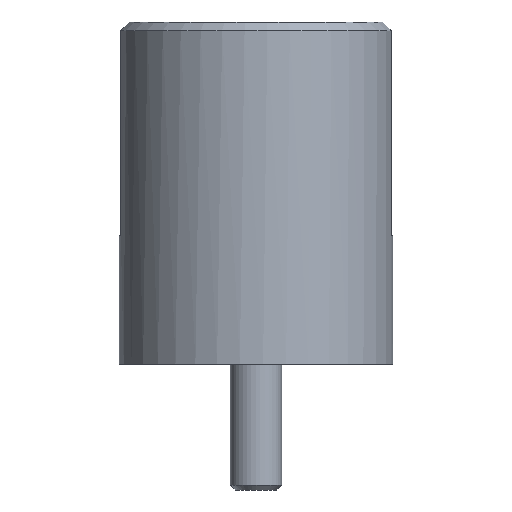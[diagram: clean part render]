
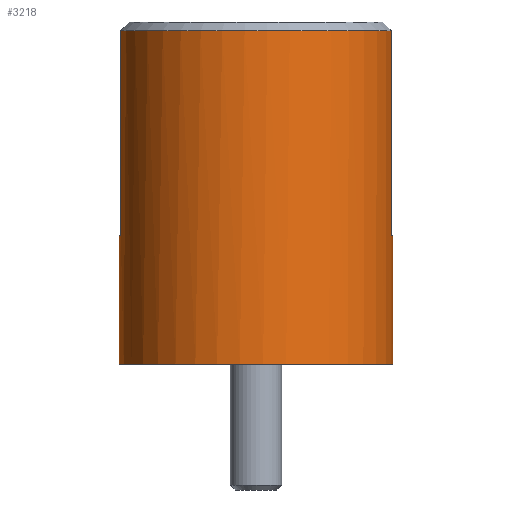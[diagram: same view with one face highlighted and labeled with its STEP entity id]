
A CAD part, front view. The second image highlights one B-rep face of the part: STEP entity #3218.
In plain terms, the highlighted cylindrical face has radius 16 mm (diameter 32 mm), a full revolution.
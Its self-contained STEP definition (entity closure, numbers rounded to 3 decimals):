
#399 = EDGE_CURVE ( 'NONE', #6218, #958, #13901, .T. ) ;
#562 = CYLINDRICAL_SURFACE ( 'NONE', #14904, 16. ) ;
#958 = VERTEX_POINT ( 'NONE', #11085 ) ;
#983 = DIRECTION ( 'NONE',  ( 0., -1., 0. ) ) ;
#1080 = DIRECTION ( 'NONE',  ( 0., 0., 1. ) ) ;
#1470 = CARTESIAN_POINT ( 'NONE',  ( 15.812, -2.445, 15.238 ) ) ;
#1995 = FACE_OUTER_BOUND ( 'NONE', #14219, .T. ) ;
#2402 = DIRECTION ( 'NONE',  ( 0., 0., -1. ) ) ;
#2450 = DIRECTION ( 'NONE',  ( 0., 0., -1. ) ) ;
#2521 = DIRECTION ( 'NONE',  ( 0., 0., 1. ) ) ;
#2622 = DIRECTION ( 'NONE',  ( 1., 0., 0. ) ) ;
#3016 = CARTESIAN_POINT ( 'NONE',  ( 15.803, -2.5, 15.367 ) ) ;
#3218 = ADVANCED_FACE ( 'NONE', ( #1995, #8447 ), #562, .T. ) ;
#3422 = CIRCLE ( 'NONE', #8534, 16. ) ;
#4336 = EDGE_CURVE ( 'NONE', #12135, #6218, #7082, .T. ) ;
#5253 = VERTEX_POINT ( 'NONE', #15604 ) ;
#5289 = ORIENTED_EDGE ( 'NONE', *, *, #5951, .F. ) ;
#5340 = CARTESIAN_POINT ( 'NONE',  ( 0., 0., 15. ) ) ;
#5712 = VERTEX_POINT ( 'NONE', #15224 ) ;
#5846 = VECTOR ( 'NONE', #2402, 1000. ) ;
#5951 = EDGE_CURVE ( 'NONE', #5712, #7639, #8738, .T. ) ;
#6008 = CARTESIAN_POINT ( 'NONE',  ( -15.803, -2.5, 15.5 ) ) ;
#6218 = VERTEX_POINT ( 'NONE', #6008 ) ;
#6496 = ORIENTED_EDGE ( 'NONE', *, *, #12081, .T. ) ;
#6509 = AXIS2_PLACEMENT_3D ( 'NONE', #7092, #2450, #16091 ) ;
#7082 = LINE ( 'NONE', #16168, #7323 ) ;
#7092 = CARTESIAN_POINT ( 'NONE',  ( 0., 0., 39. ) ) ;
#7112 = CARTESIAN_POINT ( 'NONE',  ( 15.803, -2.5, 40. ) ) ;
#7323 = VECTOR ( 'NONE', #17901, 1000. ) ;
#7639 = VERTEX_POINT ( 'NONE', #11772 ) ;
#8359 = CARTESIAN_POINT ( 'NONE',  ( -15.803, -2.5, 15.367 ) ) ;
#8447 = FACE_OUTER_BOUND ( 'NONE', #18729, .T. ) ;
#8534 = AXIS2_PLACEMENT_3D ( 'NONE', #5340, #14390, #11388 ) ;
#8600 = EDGE_CURVE ( 'NONE', #13200, #13200, #16781, .T. ) ;
#8738 = LINE ( 'NONE', #7112, #5846 ) ;
#9670 = CARTESIAN_POINT ( 'NONE',  ( -15.803, -2.5, 15.5 ) ) ;
#9739 = CARTESIAN_POINT ( 'NONE',  ( -15.84, -2.261, 15.054 ) ) ;
#10200 = CARTESIAN_POINT ( 'NONE',  ( 0., 0., 0. ) ) ;
#10493 = ORIENTED_EDGE ( 'NONE', *, *, #10624, .F. ) ;
#10624 = EDGE_CURVE ( 'NONE', #5253, #958, #3422, .T. ) ;
#10645 = CARTESIAN_POINT ( 'NONE',  ( 15.84, -2.26, 15.054 ) ) ;
#11085 = CARTESIAN_POINT ( 'NONE',  ( -15.875, -2., 15. ) ) ;
#11264 = CARTESIAN_POINT ( 'NONE',  ( -15.875, -2., 15. ) ) ;
#11388 = DIRECTION ( 'NONE',  ( 0., -1., 0. ) ) ;
#11772 = CARTESIAN_POINT ( 'NONE',  ( 15.803, -2.5, 15.5 ) ) ;
#12081 = EDGE_CURVE ( 'NONE', #5253, #7639, #12105, .T. ) ;
#12105 = B_SPLINE_CURVE_WITH_KNOTS ( 'NONE', 3,
 ( #18305, #19785, #10645, #1470, #3016, #13523 ),
 .UNSPECIFIED., .F., .F.,
 ( 4, 2, 4 ),
 ( 0., 0., 0.001 ),
 .UNSPECIFIED. ) ;
#12135 = VERTEX_POINT ( 'NONE', #19585 ) ;
#12806 = CARTESIAN_POINT ( 'NONE',  ( -15.858, -2.132, 15. ) ) ;
#12880 = CARTESIAN_POINT ( 'NONE',  ( -15.812, -2.445, 15.238 ) ) ;
#13200 = VERTEX_POINT ( 'NONE', #19586 ) ;
#13523 = CARTESIAN_POINT ( 'NONE',  ( 15.803, -2.5, 15.5 ) ) ;
#13727 = EDGE_CURVE ( 'NONE', #5712, #12135, #18114, .T. ) ;
#13901 = B_SPLINE_CURVE_WITH_KNOTS ( 'NONE', 3,
 ( #9670, #8359, #12880, #9739, #12806, #11264 ),
 .UNSPECIFIED., .F., .F.,
 ( 4, 2, 4 ),
 ( 0., 0., 0.001 ),
 .UNSPECIFIED. ) ;
#14219 = EDGE_LOOP ( 'NONE', ( #5289, #19043, #15244, #18268, #10493, #6496 ) ) ;
#14390 = DIRECTION ( 'NONE',  ( 0., 0., 1. ) ) ;
#14488 = CARTESIAN_POINT ( 'NONE',  ( 0., 0., 15. ) ) ;
#14904 = AXIS2_PLACEMENT_3D ( 'NONE', #14488, #2521, #983 ) ;
#15224 = CARTESIAN_POINT ( 'NONE',  ( 15.803, -2.5, 39. ) ) ;
#15244 = ORIENTED_EDGE ( 'NONE', *, *, #4336, .T. ) ;
#15604 = CARTESIAN_POINT ( 'NONE',  ( 15.875, -2., 15. ) ) ;
#15609 = ORIENTED_EDGE ( 'NONE', *, *, #8600, .T. ) ;
#16091 = DIRECTION ( 'NONE',  ( 0., 1., 0. ) ) ;
#16168 = CARTESIAN_POINT ( 'NONE',  ( -15.803, -2.5, 40. ) ) ;
#16695 = AXIS2_PLACEMENT_3D ( 'NONE', #10200, #1080, #2622 ) ;
#16781 = CIRCLE ( 'NONE', #16695, 16. ) ;
#17901 = DIRECTION ( 'NONE',  ( 0., 0., -1. ) ) ;
#18114 = CIRCLE ( 'NONE', #6509, 16. ) ;
#18268 = ORIENTED_EDGE ( 'NONE', *, *, #399, .T. ) ;
#18305 = CARTESIAN_POINT ( 'NONE',  ( 15.875, -2., 15. ) ) ;
#18729 = EDGE_LOOP ( 'NONE', ( #15609 ) ) ;
#19043 = ORIENTED_EDGE ( 'NONE', *, *, #13727, .T. ) ;
#19585 = CARTESIAN_POINT ( 'NONE',  ( -15.803, -2.5, 39. ) ) ;
#19586 = CARTESIAN_POINT ( 'NONE',  ( 16., 0., 0. ) ) ;
#19785 = CARTESIAN_POINT ( 'NONE',  ( 15.858, -2.132, 15. ) ) ;
